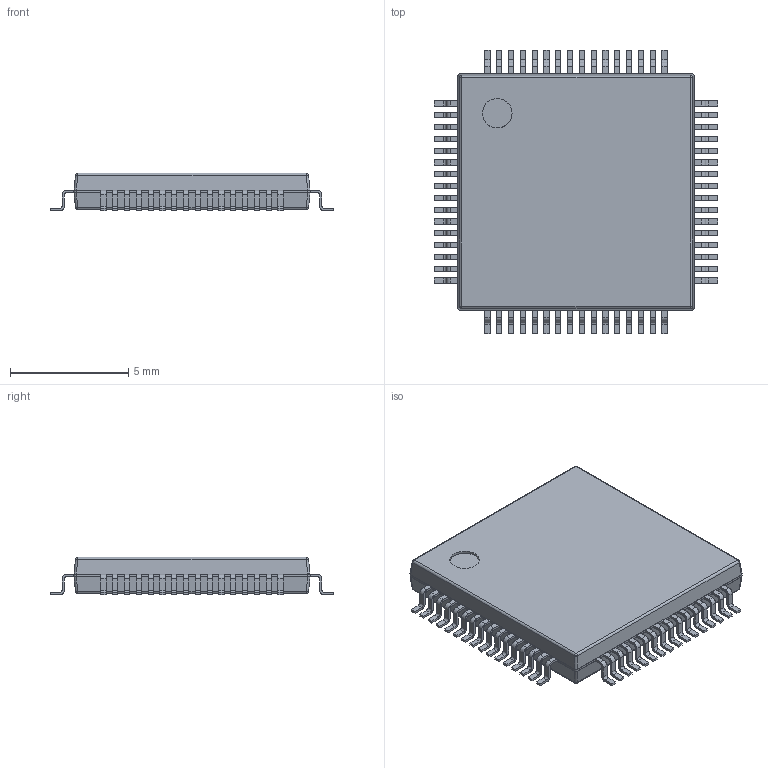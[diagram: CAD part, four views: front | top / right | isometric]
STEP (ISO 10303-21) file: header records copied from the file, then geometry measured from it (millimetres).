
FILE_DESCRIPTION (( 'STEP AP214' ), '1' );
FILE_NAME ('User Library-TSQFP50P1200X1200X160-64N.STEP', '2018-12-24T08:09:02', ( '' ), ( '' ), 'SwSTEP 2.0', 'SolidWorks 2018', '' );
FILE_SCHEMA (( 'AUTOMOTIVE_DESIGN' ));
Length unit declared in the file: millimetre
Products named in the file (7): User Library-TSQFP50P1200X1200X160-64N_669723352; User Library-TSQFP50P1200X1200X160-64N_Body; User Library-TSQFP50P1200X1200X160-64N_Leader; User Library-TSQFP50P1200X1200X160-64N_Open_CASCADE_STEP_translator_6.8_1.1; User Library-TSQFP50P1200X1200X160-64N_Open_CASCADE_STEP_translator_6.8_1.2.1; User Library-TSQFP50P1200X1200X160-64N_Leader_2; User Library-TSQFP50P1200X1200X160-64N
Assembly tree (68 placements, depth 4):
  User Library-TSQFP50P1200X1200X160-64N
    User Library-TSQFP50P1200X1200X160-64N_669723352
      User Library-TSQFP50P1200X1200X160-64N_Open_CASCADE_STEP_translator_6.8_1.1
      User Library-TSQFP50P1200X1200X160-64N_Body
        User Library-TSQFP50P1200X1200X160-64N_Open_CASCADE_STEP_translator_6.8_1.2.1
      User Library-TSQFP50P1200X1200X160-64N_Leader  x32
      User Library-TSQFP50P1200X1200X160-64N_Leader_2  x32
Bounding box: 12 x 12 x 1.6 mm (x, y, z)
Volume: 154.9 mm3; surface area: 324.8 mm2
Topology: 65 solids, 66 shells, 958 faces, 2424 edges, 1598 vertices
Faces by surface type: plane 656, cylinder 286, bspline 16
Entity records: 4886 total; most frequent: CARTESIAN_POINT 1410, DIRECTION 498, ORIENTED_EDGE 382, AXIS2_PLACEMENT_3D 192, EDGE_CURVE 192, LINE 114, VECTOR 114, VERTEX_POINT 110
